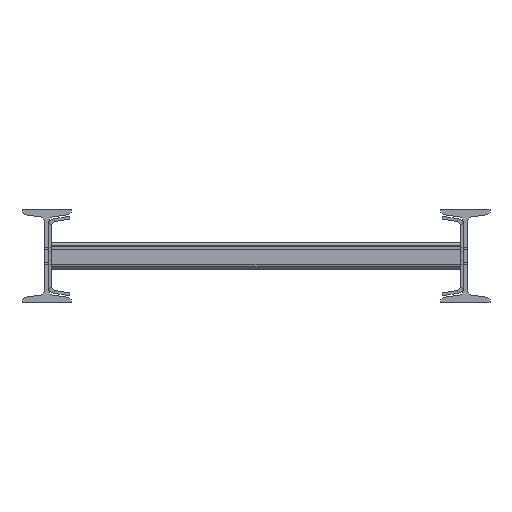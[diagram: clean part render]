
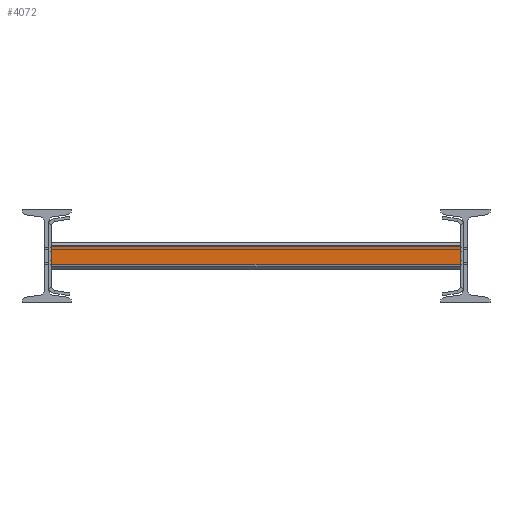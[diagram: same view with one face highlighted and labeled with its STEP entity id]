
A CAD part, front view. The second image highlights one B-rep face of the part: STEP entity #4072.
In plain terms, the highlighted face is planar.
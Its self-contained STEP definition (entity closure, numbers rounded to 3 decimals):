
#3537=DIRECTION('',(0.,1.,0.));
#3538=VECTOR('',#3537,15.5);
#3539=CARTESIAN_POINT('',(-2651.,4.,20.));
#3540=LINE('',#3539,#3538);
#3545=DIRECTION('',(-1.,0.,0.));
#3546=VECTOR('',#3545,349.);
#3547=CARTESIAN_POINT('',(-2651.,4.,20.));
#3548=LINE('',#3547,#3546);
#3633=DIRECTION('',(1.,0.,0.));
#3634=VECTOR('',#3633,349.);
#3635=CARTESIAN_POINT('',(-3000.,19.5,20.));
#3636=LINE('',#3635,#3634);
#3659=DIRECTION('',(0.,1.,0.));
#3660=VECTOR('',#3659,15.5);
#3661=CARTESIAN_POINT('',(-3000.,4.,20.));
#3662=LINE('',#3661,#3660);
#3949=CARTESIAN_POINT('',(-3000.,4.,20.));
#3950=CARTESIAN_POINT('',(-3000.,19.5,20.));
#3951=VERTEX_POINT('',#3949);
#3952=VERTEX_POINT('',#3950);
#4013=CARTESIAN_POINT('',(-2651.,4.,20.));
#4014=VERTEX_POINT('',#4013);
#4041=CARTESIAN_POINT('',(-2651.,19.5,20.));
#4042=VERTEX_POINT('',#4041);
#4057=CARTESIAN_POINT('',(3000.,4.,20.));
#4058=DIRECTION('',(0.,0.,-1.));
#4059=DIRECTION('',(-1.,0.,0.));
#4060=AXIS2_PLACEMENT_3D('',#4057,#4058,#4059);
#4061=PLANE('',#4060);
#4063=ORIENTED_EDGE('',*,*,#4062,.T.);
#4065=ORIENTED_EDGE('',*,*,#4064,.T.);
#4067=ORIENTED_EDGE('',*,*,#4066,.T.);
#4069=ORIENTED_EDGE('',*,*,#4068,.F.);
#4070=EDGE_LOOP('',(#4063,#4065,#4067,#4069));
#4071=FACE_OUTER_BOUND('',#4070,.F.);
#4072=ADVANCED_FACE('',(#4071),#4061,.F.);
#4062=EDGE_CURVE('',#4014,#3951,#3548,.T.);
#4064=EDGE_CURVE('',#3951,#3952,#3662,.T.);
#4066=EDGE_CURVE('',#3952,#4042,#3636,.T.);
#4068=EDGE_CURVE('',#4014,#4042,#3540,.T.);
